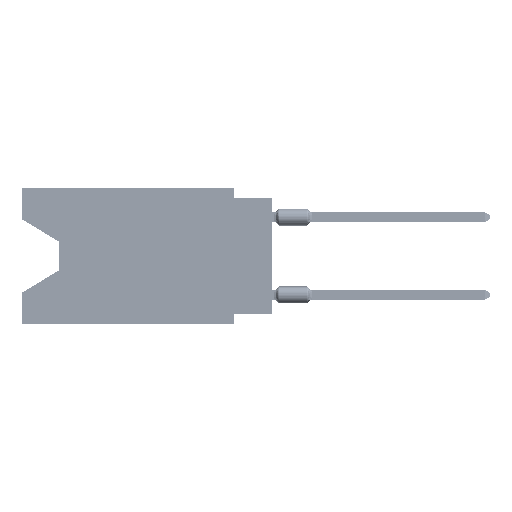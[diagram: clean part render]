
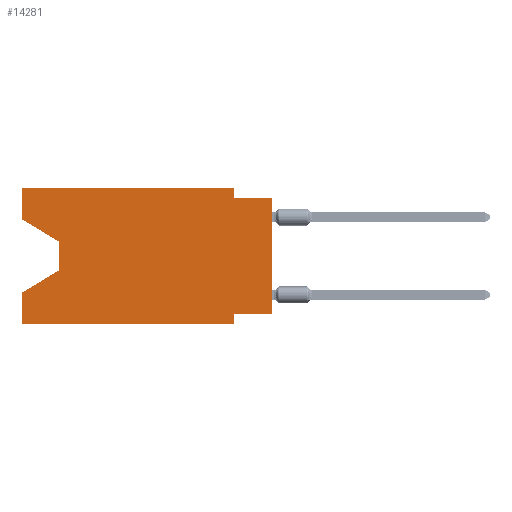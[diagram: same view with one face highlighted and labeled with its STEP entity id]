
A CAD part, left-side view. The second image highlights one B-rep face of the part: STEP entity #14281.
In plain terms, the highlighted planar face has unit normal (-1, 0, 0).
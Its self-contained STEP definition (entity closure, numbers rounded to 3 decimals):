
#183 = CARTESIAN_POINT ( 'NONE',  ( 0., 16.383, 0. ) ) ;
#758 = CARTESIAN_POINT ( 'NONE',  ( 0., 16.383, -8.89 ) ) ;
#3461 = VERTEX_POINT ( 'NONE', #80883 ) ;
#4249 = CARTESIAN_POINT ( 'NONE',  ( 0., 16.383, -2.038 ) ) ;
#4606 = ORIENTED_EDGE ( 'NONE', *, *, #42914, .T. ) ;
#6175 = EDGE_LOOP ( 'NONE', ( #78337, #21478, #33845, #74758, #4606, #76503, #13654, #21131, #39958, #31173, #20435, #50936 ) ) ;
#7605 = VERTEX_POINT ( 'NONE', #24362 ) ;
#7906 = VERTEX_POINT ( 'NONE', #21257 ) ;
#8347 = EDGE_CURVE ( 'NONE', #7605, #66917, #70713, .T. ) ;
#8639 = PLANE ( 'NONE',  #18879 ) ;
#8982 = LINE ( 'NONE', #36115, #69711 ) ;
#11935 = EDGE_CURVE ( 'NONE', #18672, #43202, #19633, .T. ) ;
#13627 = EDGE_CURVE ( 'NONE', #55645, #7605, #36462, .T. ) ;
#13654 = ORIENTED_EDGE ( 'NONE', *, *, #38800, .F. ) ;
#14219 = VECTOR ( 'NONE', #67184, 1000. ) ;
#14281 = ADVANCED_FACE ( 'NONE', ( #57779 ), #8639, .F. ) ;
#16775 = CARTESIAN_POINT ( 'NONE',  ( 0., 0., -8.255 ) ) ;
#18672 = VERTEX_POINT ( 'NONE', #78467 ) ;
#18879 = AXIS2_PLACEMENT_3D ( 'NONE', #39989, #33796, #64373 ) ;
#19633 = LINE ( 'NONE', #20473, #62124 ) ;
#19742 = CARTESIAN_POINT ( 'NONE',  ( 0., 0., -0.635 ) ) ;
#20236 = LINE ( 'NONE', #76358, #53789 ) ;
#20435 = ORIENTED_EDGE ( 'NONE', *, *, #21167, .F. ) ;
#20473 = CARTESIAN_POINT ( 'NONE',  ( 0., 2.54, 0. ) ) ;
#21131 = ORIENTED_EDGE ( 'NONE', *, *, #57368, .T. ) ;
#21167 = EDGE_CURVE ( 'NONE', #61101, #18672, #79545, .T. ) ;
#21257 = CARTESIAN_POINT ( 'NONE',  ( 0., 2.54, -8.89 ) ) ;
#21478 = ORIENTED_EDGE ( 'NONE', *, *, #13627, .T. ) ;
#24317 = DIRECTION ( 'NONE',  ( 0., 1., 0. ) ) ;
#24362 = CARTESIAN_POINT ( 'NONE',  ( 0., 13.97, -5.385 ) ) ;
#24714 = CARTESIAN_POINT ( 'NONE',  ( 0., 0., -8.255 ) ) ;
#26152 = DIRECTION ( 'NONE',  ( 0., 0.855, -0.519 ) ) ;
#28606 = VECTOR ( 'NONE', #60368, 1000. ) ;
#28866 = VERTEX_POINT ( 'NONE', #39351 ) ;
#28953 = VECTOR ( 'NONE', #38418, 1000. ) ;
#29433 = VECTOR ( 'NONE', #63462, 1000. ) ;
#30107 = LINE ( 'NONE', #24714, #55681 ) ;
#31173 = ORIENTED_EDGE ( 'NONE', *, *, #11935, .F. ) ;
#31264 = VERTEX_POINT ( 'NONE', #43645 ) ;
#32667 = CARTESIAN_POINT ( 'NONE',  ( 0., 0., 0. ) ) ;
#33796 = DIRECTION ( 'NONE',  ( 1., 0., 0. ) ) ;
#33845 = ORIENTED_EDGE ( 'NONE', *, *, #8347, .T. ) ;
#35183 = LINE ( 'NONE', #4249, #28606 ) ;
#36115 = CARTESIAN_POINT ( 'NONE',  ( 0., 16.383, 0. ) ) ;
#36462 = LINE ( 'NONE', #54243, #43997 ) ;
#38418 = DIRECTION ( 'NONE',  ( 0., 0., 1. ) ) ;
#38800 = EDGE_CURVE ( 'NONE', #46167, #31264, #30107, .T. ) ;
#38866 = LINE ( 'NONE', #32667, #48664 ) ;
#38932 = CARTESIAN_POINT ( 'NONE',  ( 0., 13.97, -5.385 ) ) ;
#39351 = CARTESIAN_POINT ( 'NONE',  ( 0., 16.383, -2.038 ) ) ;
#39860 = EDGE_CURVE ( 'NONE', #31264, #7906, #51086, .T. ) ;
#39958 = ORIENTED_EDGE ( 'NONE', *, *, #45572, .F. ) ;
#39989 = CARTESIAN_POINT ( 'NONE',  ( 0., 16.383, 0. ) ) ;
#42914 = EDGE_CURVE ( 'NONE', #3461, #7906, #71294, .T. ) ;
#43202 = VERTEX_POINT ( 'NONE', #61399 ) ;
#43645 = CARTESIAN_POINT ( 'NONE',  ( 0., 2.54, -8.255 ) ) ;
#43997 = VECTOR ( 'NONE', #61651, 1000. ) ;
#44482 = CARTESIAN_POINT ( 'NONE',  ( 0., 2.54, -8.89 ) ) ;
#44626 = CARTESIAN_POINT ( 'NONE',  ( 0., 16.383, 0. ) ) ;
#45572 = EDGE_CURVE ( 'NONE', #43202, #58489, #20236, .T. ) ;
#45643 = DIRECTION ( 'NONE',  ( 0., 0., -1. ) ) ;
#46167 = VERTEX_POINT ( 'NONE', #16775 ) ;
#47758 = VECTOR ( 'NONE', #26152, 1000. ) ;
#48664 = VECTOR ( 'NONE', #57873, 1000. ) ;
#50936 = ORIENTED_EDGE ( 'NONE', *, *, #58109, .F. ) ;
#51086 = LINE ( 'NONE', #44482, #29433 ) ;
#51230 = LINE ( 'NONE', #44626, #28953 ) ;
#53789 = VECTOR ( 'NONE', #59411, 1000. ) ;
#54243 = CARTESIAN_POINT ( 'NONE',  ( 0., 13.97, -3.505 ) ) ;
#54389 = CARTESIAN_POINT ( 'NONE',  ( 0., 16.383, -6.852 ) ) ;
#55645 = VERTEX_POINT ( 'NONE', #78906 ) ;
#55681 = VECTOR ( 'NONE', #24317, 1000. ) ;
#55706 = EDGE_CURVE ( 'NONE', #28866, #55645, #35183, .T. ) ;
#57368 = EDGE_CURVE ( 'NONE', #46167, #58489, #38866, .T. ) ;
#57779 = FACE_OUTER_BOUND ( 'NONE', #6175, .T. ) ;
#57873 = DIRECTION ( 'NONE',  ( 0., 0., 1. ) ) ;
#58109 = EDGE_CURVE ( 'NONE', #28866, #61101, #51230, .T. ) ;
#58489 = VERTEX_POINT ( 'NONE', #19742 ) ;
#59411 = DIRECTION ( 'NONE',  ( 0., -1., 0. ) ) ;
#60368 = DIRECTION ( 'NONE',  ( 0., -0.855, -0.519 ) ) ;
#61101 = VERTEX_POINT ( 'NONE', #80617 ) ;
#61399 = CARTESIAN_POINT ( 'NONE',  ( 0., 2.54, -0.635 ) ) ;
#61651 = DIRECTION ( 'NONE',  ( 0., 0., -1. ) ) ;
#62124 = VECTOR ( 'NONE', #45643, 1000. ) ;
#62654 = VECTOR ( 'NONE', #77486, 1000. ) ;
#63462 = DIRECTION ( 'NONE',  ( 0., 0., -1. ) ) ;
#64373 = DIRECTION ( 'NONE',  ( 0., 0., -1. ) ) ;
#66917 = VERTEX_POINT ( 'NONE', #54389 ) ;
#67184 = DIRECTION ( 'NONE',  ( 0., -1., 0. ) ) ;
#69711 = VECTOR ( 'NONE', #72104, 1000. ) ;
#70654 = EDGE_CURVE ( 'NONE', #3461, #66917, #8982, .T. ) ;
#70713 = LINE ( 'NONE', #38932, #47758 ) ;
#71294 = LINE ( 'NONE', #758, #62654 ) ;
#72104 = DIRECTION ( 'NONE',  ( 0., 0., 1. ) ) ;
#74758 = ORIENTED_EDGE ( 'NONE', *, *, #70654, .F. ) ;
#76358 = CARTESIAN_POINT ( 'NONE',  ( 0., 0., -0.635 ) ) ;
#76503 = ORIENTED_EDGE ( 'NONE', *, *, #39860, .F. ) ;
#77486 = DIRECTION ( 'NONE',  ( 0., -1., 0. ) ) ;
#78337 = ORIENTED_EDGE ( 'NONE', *, *, #55706, .T. ) ;
#78467 = CARTESIAN_POINT ( 'NONE',  ( 0., 2.54, 0. ) ) ;
#78906 = CARTESIAN_POINT ( 'NONE',  ( 0., 13.97, -3.505 ) ) ;
#79545 = LINE ( 'NONE', #183, #14219 ) ;
#80617 = CARTESIAN_POINT ( 'NONE',  ( 0., 16.383, 0. ) ) ;
#80883 = CARTESIAN_POINT ( 'NONE',  ( 0., 16.383, -8.89 ) ) ;
